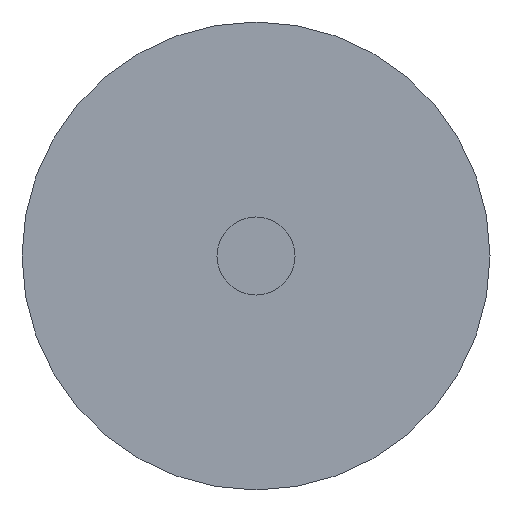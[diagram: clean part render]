
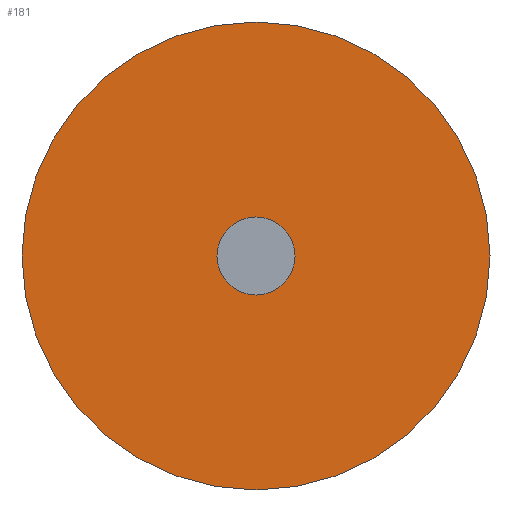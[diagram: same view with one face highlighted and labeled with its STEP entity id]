
A CAD part, front view. The second image highlights one B-rep face of the part: STEP entity #181.
In plain terms, the highlighted planar face has unit normal (0, -1, 0).
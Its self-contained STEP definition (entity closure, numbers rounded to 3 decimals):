
#24=FACE_BOUND('',#51,.T.);
#36=FACE_OUTER_BOUND('',#50,.T.);
#50=EDGE_LOOP('',(#131));
#51=EDGE_LOOP('',(#132));
#65=CIRCLE('',#219,2.5);
#66=CIRCLE('',#221,15.);
#87=VERTEX_POINT('',#328);
#88=VERTEX_POINT('',#332);
#103=EDGE_CURVE('',#87,#87,#65,.T.);
#104=EDGE_CURVE('',#88,#88,#66,.T.);
#131=ORIENTED_EDGE('',*,*,#104,.F.);
#132=ORIENTED_EDGE('',*,*,#103,.T.);
#177=PLANE('',#220);
#181=ADVANCED_FACE('',(#36,#24),#177,.T.);
#219=AXIS2_PLACEMENT_3D('',#330,#259,#260);
#220=AXIS2_PLACEMENT_3D('',#331,#261,#262);
#221=AXIS2_PLACEMENT_3D('',#333,#263,#264);
#259=DIRECTION('center_axis',(0.,1.,0.));
#260=DIRECTION('ref_axis',(1.,0.,0.));
#261=DIRECTION('center_axis',(0.,-1.,0.));
#262=DIRECTION('ref_axis',(0.,0.,-1.));
#263=DIRECTION('center_axis',(0.,1.,0.));
#264=DIRECTION('ref_axis',(1.,0.,0.));
#328=CARTESIAN_POINT('',(0.,0.,-2.5));
#330=CARTESIAN_POINT('Origin',(0.,0.,0.));
#331=CARTESIAN_POINT('Origin',(0.,0.,15.));
#332=CARTESIAN_POINT('',(0.,0.,-15.));
#333=CARTESIAN_POINT('Origin',(0.,0.,0.));
